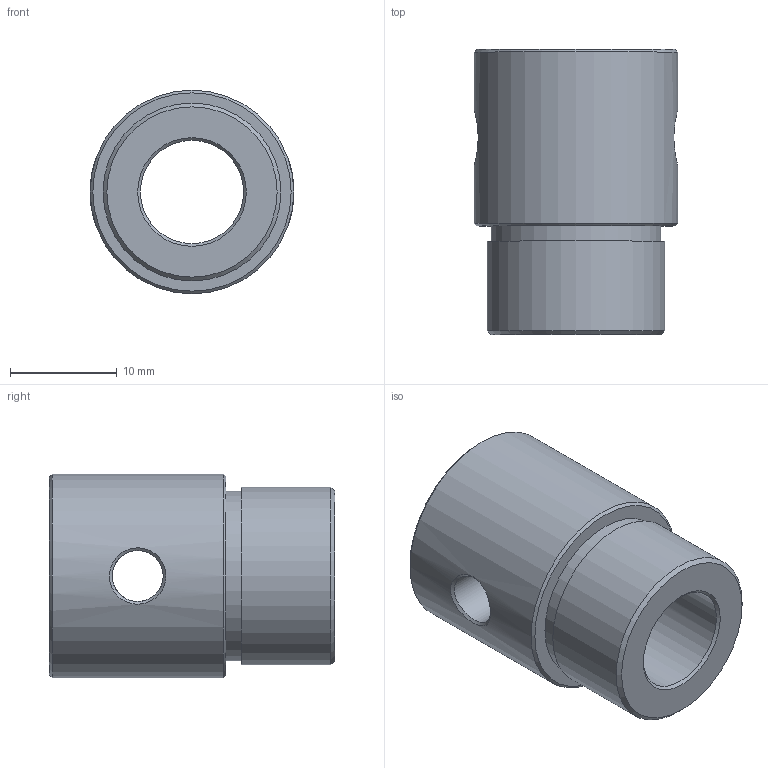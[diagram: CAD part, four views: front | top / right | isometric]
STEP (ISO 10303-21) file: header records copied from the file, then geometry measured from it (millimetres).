
FILE_DESCRIPTION(/* description */ (''),/* implementation_level */ '2;1');
FILE_NAME(/* name */ 'EV100 SS end cap v2.step',/* time_stamp */ '2023-11-11T18:24:09-08:00',/* author */ (''),/* organization */ (''),/* preprocessor_version */ 'ST-DEVELOPER v20',/* originating_system */ 'Autodesk Translation Framework v12.14.0.127',/* authorisation */ '');
FILE_SCHEMA (('AUTOMOTIVE_DESIGN { 1 0 10303 214 3 1 1 }'));
Length unit declared in the file: inch
Products named in the file (1): EV100 SS end cap
Bounding box: 19.05 x 26.67 x 19.05 mm (x, y, z)
Volume: 4754.8 mm3; surface area: 2816.5 mm2
Topology: 1 solids, 1 shells, 17 faces, 42 edges, 27 vertices
Faces by surface type: cylinder 6, cone 5, plane 4, bspline 2
Full cylindrical faces by diameter (mm): 4.775 x1, 9.652 x1, 15.879 x1, 16.637 x1, 19.05 x1
Entity records: 810 total; most frequent: CARTESIAN_POINT 376, ORIENTED_EDGE 84, DIRECTION 75, EDGE_CURVE 42, AXIS2_PLACEMENT_3D 30, VERTEX_POINT 27, EDGE_LOOP 23, FACE_OUTER_BOUND 17
